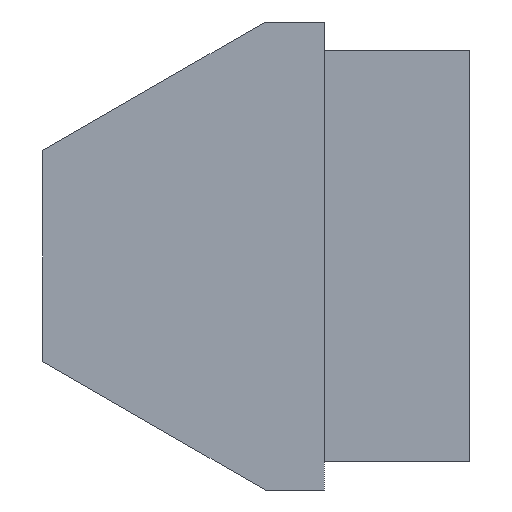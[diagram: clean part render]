
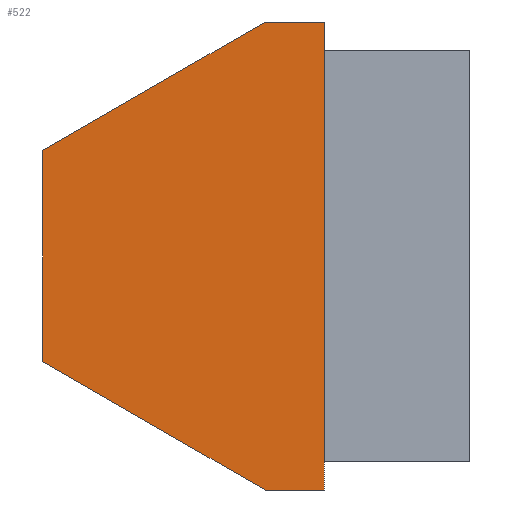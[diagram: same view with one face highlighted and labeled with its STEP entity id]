
A CAD part, left-side view. The second image highlights one B-rep face of the part: STEP entity #522.
In plain terms, the highlighted planar face has unit normal (-1, 0, 0).
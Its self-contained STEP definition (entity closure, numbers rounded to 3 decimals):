
#56=FACE_OUTER_BOUND('',#90,.T.);
#90=EDGE_LOOP('',(#406,#407,#408,#409,#410,#411));
#139=LINE('',#810,#195);
#141=LINE('',#814,#197);
#144=LINE('',#820,#200);
#146=LINE('',#823,#202);
#151=LINE('',#834,#207);
#152=LINE('',#835,#208);
#195=VECTOR('',#648,10.);
#197=VECTOR('',#652,10.);
#200=VECTOR('',#657,10.);
#202=VECTOR('',#661,10.);
#207=VECTOR('',#668,10.);
#208=VECTOR('',#669,10.);
#244=VERTEX_POINT('',#807);
#245=VERTEX_POINT('',#809);
#246=VERTEX_POINT('',#813);
#247=VERTEX_POINT('',#817);
#248=VERTEX_POINT('',#819);
#253=VERTEX_POINT('',#833);
#298=EDGE_CURVE('',#244,#245,#139,.F.);
#300=EDGE_CURVE('',#246,#245,#141,.T.);
#303=EDGE_CURVE('',#248,#247,#144,.T.);
#305=EDGE_CURVE('',#246,#247,#146,.T.);
#310=EDGE_CURVE('',#253,#244,#151,.T.);
#311=EDGE_CURVE('',#248,#253,#152,.F.);
#406=ORIENTED_EDGE('',*,*,#300,.T.);
#407=ORIENTED_EDGE('',*,*,#298,.F.);
#408=ORIENTED_EDGE('',*,*,#310,.F.);
#409=ORIENTED_EDGE('',*,*,#311,.F.);
#410=ORIENTED_EDGE('',*,*,#303,.T.);
#411=ORIENTED_EDGE('',*,*,#305,.F.);
#498=PLANE('',#568);
#522=ADVANCED_FACE('',(#56),#498,.F.);
#568=AXIS2_PLACEMENT_3D('',#832,#666,#667);
#648=DIRECTION('',(0.,0.866,-0.5));
#652=DIRECTION('',(0.,1.,0.));
#657=DIRECTION('',(0.,-1.,0.));
#661=DIRECTION('',(0.,0.,-1.));
#666=DIRECTION('center_axis',(1.,0.,0.));
#667=DIRECTION('ref_axis',(0.,0.,-1.));
#668=DIRECTION('',(0.,0.,1.));
#669=DIRECTION('',(0.,-0.866,-0.5));
#807=CARTESIAN_POINT('',(0.25,23.321,6.536));
#809=CARTESIAN_POINT('',(0.25,9.526,14.5));
#810=CARTESIAN_POINT('',(0.25,18.65,9.232));
#813=CARTESIAN_POINT('',(0.25,5.866,14.5));
#814=CARTESIAN_POINT('',(0.25,14.31,14.5));
#817=CARTESIAN_POINT('',(0.25,5.866,-14.5));
#819=CARTESIAN_POINT('',(0.25,9.526,-14.5));
#820=CARTESIAN_POINT('',(0.25,9.48,-14.5));
#823=CARTESIAN_POINT('',(0.25,5.866,9.75));
#832=CARTESIAN_POINT('Origin',(0.25,13.093,0.));
#833=CARTESIAN_POINT('',(0.25,23.321,-6.536));
#834=CARTESIAN_POINT('',(0.25,23.321,-5.866));
#835=CARTESIAN_POINT('',(0.25,11.923,-13.116));
